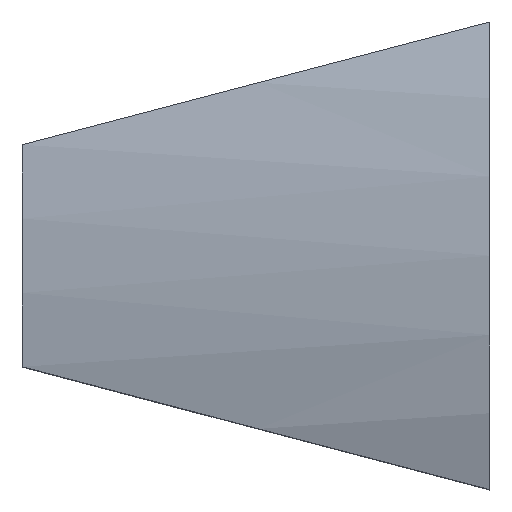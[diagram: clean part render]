
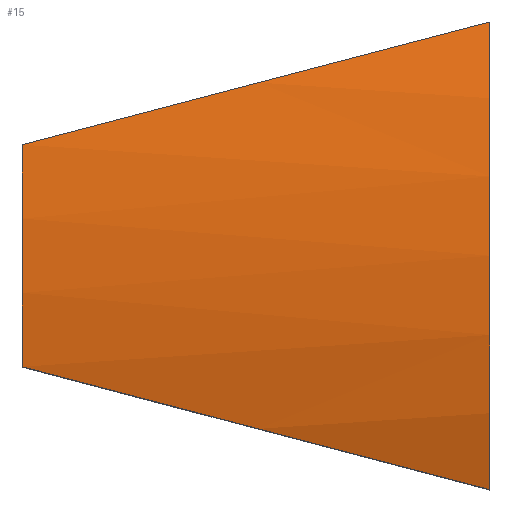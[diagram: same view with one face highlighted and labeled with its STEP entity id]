
A CAD part, top view. The second image highlights one B-rep face of the part: STEP entity #15.
In plain terms, the highlighted cylindrical face has radius 30.1 mm (diameter 60.2 mm), a partial arc.
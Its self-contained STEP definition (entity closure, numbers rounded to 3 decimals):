
#3 = CARTESIAN_POINT ( 'NONE',  ( 20., 0., -24.5 ) ) ;
#4 = EDGE_LOOP ( 'NONE', ( #119, #109, #252, #130 ) ) ;
#15 = ADVANCED_FACE ( 'NONE', ( #135 ), #224, .T. ) ;
#17 = CIRCLE ( 'NONE', #178, 30.1 ) ;
#25 = CARTESIAN_POINT ( 'NONE',  ( 0., 0., -24.5 ) ) ;
#60 = DIRECTION ( 'NONE',  ( 0., -1., 0. ) ) ;
#62 = CARTESIAN_POINT ( 'NONE',  ( 0., -4.75, 5.223 ) ) ;
#67 = DIRECTION ( 'NONE',  ( 0., -1., 0. ) ) ;
#80 = CARTESIAN_POINT ( 'NONE',  ( 6.81, 6.538, 4.937 ) ) ;
#82 = CARTESIAN_POINT ( 'NONE',  ( 0., 4.75, 5.223 ) ) ;
#86 =( BOUNDED_CURVE ( )  B_SPLINE_CURVE ( 3, ( #194, #280, #151, #239 ),
 .UNSPECIFIED., .F., .T. ) 
 B_SPLINE_CURVE_WITH_KNOTS ( ( 4, 4 ),
 ( 4.374, 4.554 ),
 .UNSPECIFIED. ) 
 CURVE ( )  GEOMETRIC_REPRESENTATION_ITEM ( )  RATIONAL_B_SPLINE_CURVE ( ( 1., 0.997, 0.997, 1. ) ) 
 REPRESENTATION_ITEM ( '' )  );
#95 = CARTESIAN_POINT ( 'NONE',  ( 0., 4.75, 5.223 ) ) ;
#99 = CIRCLE ( 'NONE', #274, 30.1 ) ;
#101 = CARTESIAN_POINT ( 'NONE',  ( 20., 10., 3.89 ) ) ;
#109 = ORIENTED_EDGE ( 'NONE', *, *, #127, .F. ) ;
#119 = ORIENTED_EDGE ( 'NONE', *, *, #120, .F. ) ;
#120 = EDGE_CURVE ( 'NONE', #155, #236, #99, .T. ) ;
#122 = CARTESIAN_POINT ( 'NONE',  ( 20., 0., -24.5 ) ) ;
#124 = CARTESIAN_POINT ( 'NONE',  ( 20., 10., 3.89 ) ) ;
#127 = EDGE_CURVE ( 'NONE', #199, #155, #86, .T. ) ;
#130 = ORIENTED_EDGE ( 'NONE', *, *, #147, .F. ) ;
#135 = FACE_OUTER_BOUND ( 'NONE', #4, .T. ) ;
#147 = EDGE_CURVE ( 'NONE', #236, #242, #200, .T. ) ;
#151 = CARTESIAN_POINT ( 'NONE',  ( 6.81, -6.538, 4.937 ) ) ;
#155 = VERTEX_POINT ( 'NONE', #62 ) ;
#178 = AXIS2_PLACEMENT_3D ( 'NONE', #122, #217, #60 ) ;
#180 = DIRECTION ( 'NONE',  ( 0., -1., 0. ) ) ;
#183 = EDGE_CURVE ( 'NONE', #199, #242, #17, .T. ) ;
#194 = CARTESIAN_POINT ( 'NONE',  ( 20., -10., 3.89 ) ) ;
#199 = VERTEX_POINT ( 'NONE', #209 ) ;
#200 =( BOUNDED_CURVE ( )  B_SPLINE_CURVE ( 3, ( #82, #80, #258, #124 ),
 .UNSPECIFIED., .F., .F. ) 
 B_SPLINE_CURVE_WITH_KNOTS ( ( 4, 4 ),
 ( 1.729, 1.909 ),
 .UNSPECIFIED. ) 
 CURVE ( )  GEOMETRIC_REPRESENTATION_ITEM ( )  RATIONAL_B_SPLINE_CURVE ( ( 1., 0.997, 0.997, 1. ) ) 
 REPRESENTATION_ITEM ( '' )  );
#209 = CARTESIAN_POINT ( 'NONE',  ( 20., -10., 3.89 ) ) ;
#217 = DIRECTION ( 'NONE',  ( -1., 0., 0. ) ) ;
#224 = CYLINDRICAL_SURFACE ( 'NONE', #282, 30.1 ) ;
#236 = VERTEX_POINT ( 'NONE', #95 ) ;
#239 = CARTESIAN_POINT ( 'NONE',  ( 0., -4.75, 5.223 ) ) ;
#242 = VERTEX_POINT ( 'NONE', #101 ) ;
#244 = DIRECTION ( 'NONE',  ( -1., 0., 0. ) ) ;
#252 = ORIENTED_EDGE ( 'NONE', *, *, #183, .T. ) ;
#258 = CARTESIAN_POINT ( 'NONE',  ( 13.495, 8.292, 4.492 ) ) ;
#260 = DIRECTION ( 'NONE',  ( -1., 0., 0. ) ) ;
#274 = AXIS2_PLACEMENT_3D ( 'NONE', #25, #260, #67 ) ;
#280 = CARTESIAN_POINT ( 'NONE',  ( 13.495, -8.292, 4.492 ) ) ;
#282 = AXIS2_PLACEMENT_3D ( 'NONE', #3, #244, #180 ) ;
